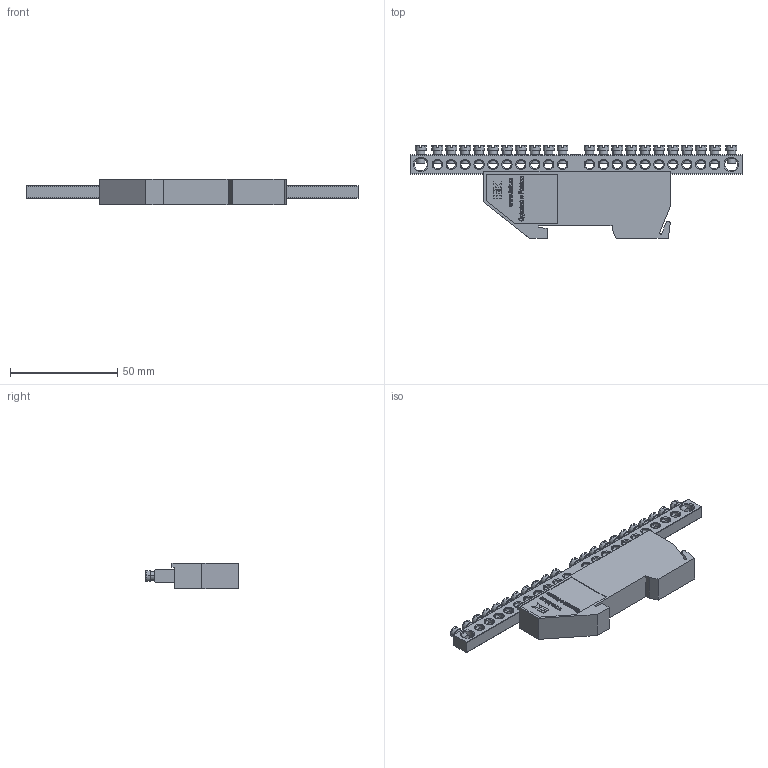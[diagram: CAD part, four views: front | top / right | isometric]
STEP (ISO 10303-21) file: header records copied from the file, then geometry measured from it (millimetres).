
FILE_DESCRIPTION (( 'STEP AP214' ), '1' );
FILE_NAME ('YNN10-69-22D-K05 Øèíà ÐÅ çåìëÿ íà DIN-èçîë ØÍÈ-6õ9-22-Ä-Æ ÈÝÊ.STEP', '2016-08-18T12:59:09', ( 'user' ), ( '' ), 'SwSTEP 2.0', 'SolidWorks 2014', '' );
FILE_SCHEMA (( 'AUTOMOTIVE_DESIGN' ));
Length unit declared in the file: millimetre
Products named in the file (4): Øèíà ÂõÍ n-1_6å9 22-1; Èçîëÿòîð DIN æ¸ëòûé_€ƒˆ… 701.001.003; YNN10-69-22D-K05 Øèíà ÐÅ çåìëÿ íà DIN-èçîë ØÍÈ-6õ9-22-Ä-Æ ÈÝÊ; Âèíò_Œ4
Assembly tree (24 placements, depth 2):
  YNN10-69-22D-K05 Øèíà ÐÅ çåìëÿ íà DIN-èçîë ØÍÈ-6õ9-22-Ä-Æ ÈÝÊ
    Èçîëÿòîð DIN æ¸ëòûé_€ƒˆ… 701.001.003
    Øèíà ÂõÍ n-1_6å9 22-1
    Âèíò_Œ4  x22
Bounding box: 155 x 43.3 x 12 mm (x, y, z)
Volume: 34833.9 mm3; surface area: 17351.3 mm2
Topology: 24 solids, 24 shells, 1493 faces, 4013 edges, 2608 vertices
Faces by surface type: plane 958, cone 246, cylinder 181, bspline 108
Entity records: 31347 total; most frequent: CARTESIAN_POINT 10930, ORIENTED_EDGE 3360, DIRECTION 2864, EDGE_CURVE 1680, VECTOR 1090, LINE 1090, VERTEX_POINT 1075, AXIS2_PLACEMENT_3D 887
